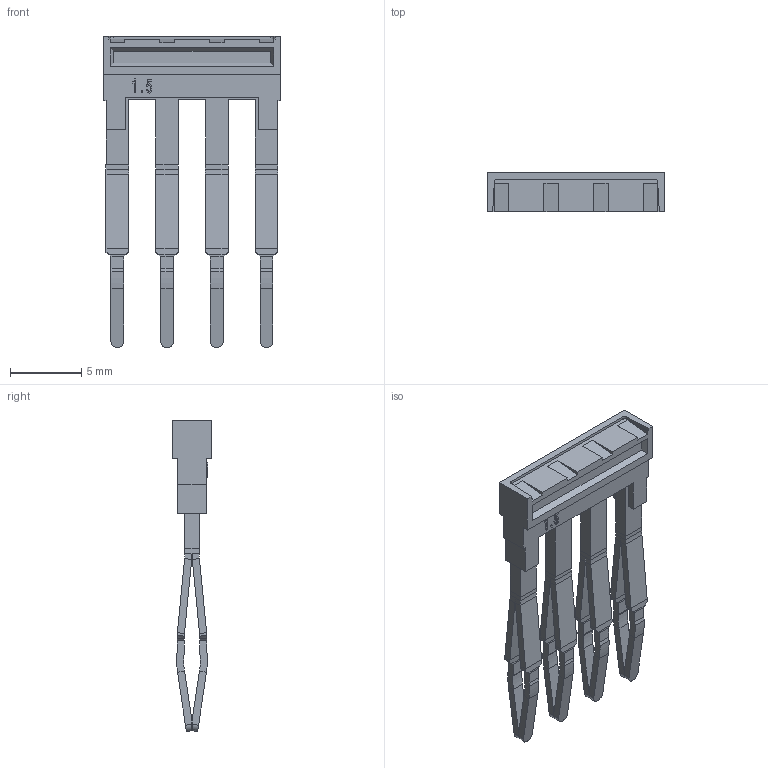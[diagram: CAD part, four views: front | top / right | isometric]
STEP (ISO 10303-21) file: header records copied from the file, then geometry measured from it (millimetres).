
FILE_DESCRIPTION(('CATIA V5R20 STEP214','CAx-IF Rec.Pracs.--- Model Styling and Organization---1.2---2011-12-15'),'2;1');
FILE_NAME ('8496644_2', '2015-12-02T15:34:59+00:00', ('Weidmueller Interface'), ('Weidmueller'), 'CATIA Version 5-6 Release 2014 SP4', 'CATIA V5 STEP AP214', 'none');
FILE_SCHEMA(('AUTOMOTIVE_DESIGN { 1 0 10303 214 1 1 1 1 }'));
Length unit declared in the file: millimetre
Products named in the file (1): 1985690000_ZQV_1-5N_4_RD
Bounding box: 12.5 x 2.8 x 21.9 mm (x, y, z)
Volume: 219.5 mm3; surface area: 705.6 mm2
Topology: 2 solids, 2 shells, 410 faces, 1063 edges, 662 vertices
Faces by surface type: plane 328, cylinder 66, bspline 16
Entity records: 11508 total; most frequent: CARTESIAN_POINT 2435, ORIENTED_EDGE 2126, DIRECTION 1429, EDGE_CURVE 1063, VECTOR 815, LINE 815, VERTEX_POINT 662, EDGE_LOOP 415
